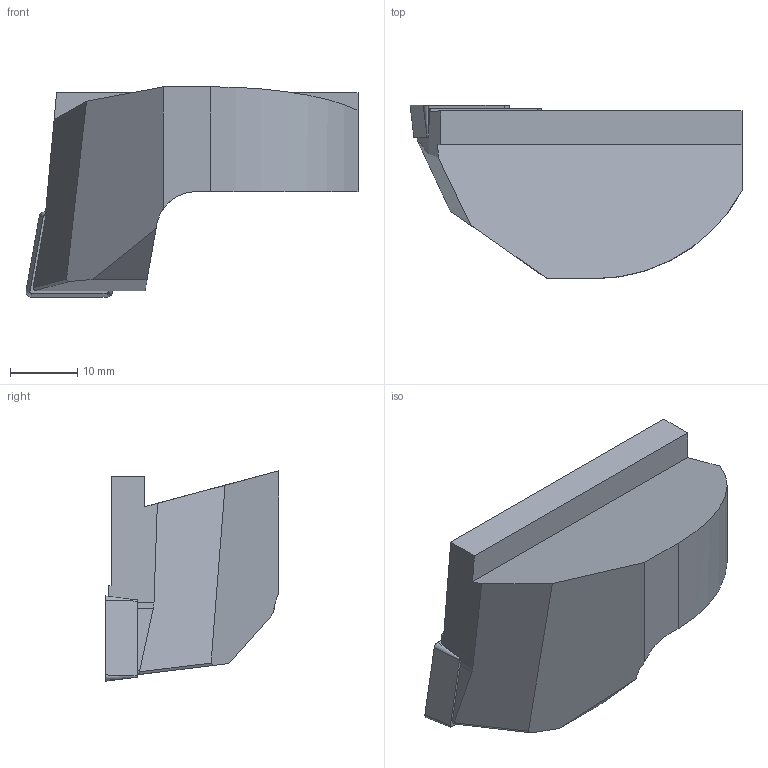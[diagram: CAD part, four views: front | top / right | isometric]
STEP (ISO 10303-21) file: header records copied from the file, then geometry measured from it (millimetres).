
FILE_DESCRIPTION(/* description */ (''),/* implementation_level */ '2;1');
FILE_NAME(/* name */ '1560776412640.stp',/* time_stamp */ '2019-06-17T15:00:18+02:00',/* author */ (''),/* organization */ ('SMS'),/* preprocessor_version */ 'ST-DEVELOPER v15',/* originating_system */ 'SIEMENS PLM Software NX 8.5',/* authorisation */ '');
FILE_SCHEMA (('AUTOMOTIVE_DESIGN { 1 0 10303 214 3 1 1 1 }'));
Length unit declared in the file: millimetre
Products named in the file (4): IsoTurningInsert; 202351300mod000_00; ASSEMBLY_CONSTRUCTION; 111151197mod000_01
Assembly tree (3 placements, depth 2):
  111151197mod000_01
    ASSEMBLY_CONSTRUCTION
    202351300mod000_00
    IsoTurningInsert
Bounding box: 49.49 x 25.9 x 31.36 mm (x, y, z)
Volume: 16760.5 mm3; surface area: 5480.8 mm2
Topology: 2 solids, 2 shells, 47 faces, 125 edges, 89 vertices
Faces by surface type: plane 30, cylinder 7, cone 6, torus 4
Full cylindrical faces by diameter (mm): 5.5 x2
Entity records: 1621 total; most frequent: CARTESIAN_POINT 314, DIRECTION 254, ORIENTED_EDGE 224, EDGE_CURVE 112, AXIS2_PLACEMENT_3D 86, LINE 82, VECTOR 82, VERTEX_POINT 78
